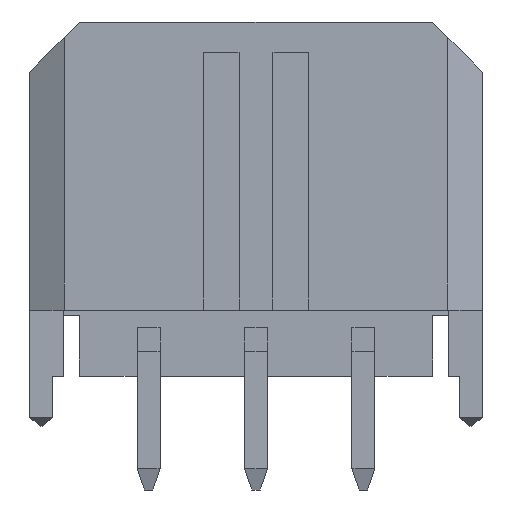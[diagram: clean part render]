
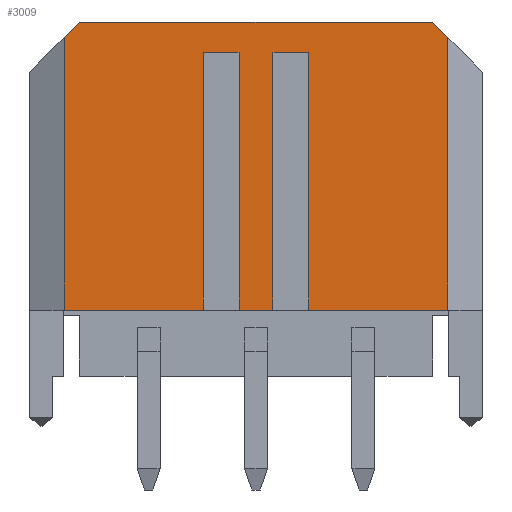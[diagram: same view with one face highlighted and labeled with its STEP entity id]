
A CAD part, front view. The second image highlights one B-rep face of the part: STEP entity #3009.
In plain terms, the highlighted planar face has unit normal (0, -1, 0).
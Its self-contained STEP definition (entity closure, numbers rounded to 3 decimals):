
#2982=VERTEX_POINT('',#2983);
#2983=CARTESIAN_POINT('',(5.365,-1.93,-3.1));
#2992=VERTEX_POINT('',#2993);
#2993=CARTESIAN_POINT('',(5.365,-1.93,4.51));
#2999=EDGE_CURVE('',#2992,#2982,#3000,.T.);
#3000=LINE('',#3001,#3002);
#3001=CARTESIAN_POINT('',(5.365,-1.93,4.51));
#3002=VECTOR('',#3003,1.0);
#3003=DIRECTION('',(0.0,0.0,-1.0));
#3009=ADVANCED_FACE('',(#3010),#3115,.T.);
#3010=FACE_BOUND('',#3011,.T.);
#3011=EDGE_LOOP('',(#3012,#3022,#3030,#3036,#3037,#3045,#3053,#3061,#3069,#3077,#3085,#3093,#3101,#3109));
#3012=ORIENTED_EDGE('',*,*,#3013,.T.);
#3013=EDGE_CURVE('',#3014,#3016,#3018,.F.);
#3014=VERTEX_POINT('',#3015);
#3015=CARTESIAN_POINT('',(0.475,-1.93,4.1));
#3016=VERTEX_POINT('',#3017);
#3017=CARTESIAN_POINT('',(1.475,-1.93,4.1));
#3018=LINE('',#3019,#3020);
#3019=CARTESIAN_POINT('',(1.475,-1.93,4.1));
#3020=VECTOR('',#3021,1.0);
#3021=DIRECTION('',(-1.0,0.0,0.0));
#3022=ORIENTED_EDGE('',*,*,#3023,.T.);
#3023=EDGE_CURVE('',#3016,#3024,#3026,.F.);
#3024=VERTEX_POINT('',#3025);
#3025=CARTESIAN_POINT('',(1.475,-1.93,-3.1));
#3026=LINE('',#3027,#3028);
#3027=CARTESIAN_POINT('',(1.475,-1.93,-3.1));
#3028=VECTOR('',#3029,1.0);
#3029=DIRECTION('',(0.0,0.0,1.0));
#3030=ORIENTED_EDGE('',*,*,#3031,.T.);
#3031=EDGE_CURVE('',#3024,#2982,#3032,.F.);
#3032=LINE('',#3033,#3034);
#3033=CARTESIAN_POINT('',(5.365,-1.93,-3.1));
#3034=VECTOR('',#3035,1.0);
#3035=DIRECTION('',(-1.0,0.0,0.0));
#3036=ORIENTED_EDGE('',*,*,#2999,.F.);
#3037=ORIENTED_EDGE('',*,*,#3038,.T.);
#3038=EDGE_CURVE('',#2992,#3039,#3041,.T.);
#3039=VERTEX_POINT('',#3040);
#3040=CARTESIAN_POINT('',(4.925,-1.93,4.95));
#3041=LINE('',#3042,#3043);
#3042=CARTESIAN_POINT('',(5.365,-1.93,4.51));
#3043=VECTOR('',#3044,1.0);
#3044=DIRECTION('',(-0.707,0.0,0.707));
#3045=ORIENTED_EDGE('',*,*,#3046,.T.);
#3046=EDGE_CURVE('',#3039,#3047,#3049,.F.);
#3047=VERTEX_POINT('',#3048);
#3048=CARTESIAN_POINT('',(-4.925,-1.93,4.95));
#3049=LINE('',#3050,#3051);
#3050=CARTESIAN_POINT('',(-4.925,-1.93,4.95));
#3051=VECTOR('',#3052,1.0);
#3052=DIRECTION('',(1.0,0.0,0.0));
#3053=ORIENTED_EDGE('',*,*,#3054,.T.);
#3054=EDGE_CURVE('',#3047,#3055,#3057,.T.);
#3055=VERTEX_POINT('',#3056);
#3056=CARTESIAN_POINT('',(-5.365,-1.93,4.51));
#3057=LINE('',#3058,#3059);
#3058=CARTESIAN_POINT('',(-4.925,-1.93,4.95));
#3059=VECTOR('',#3060,1.0);
#3060=DIRECTION('',(-0.707,0.0,-0.707));
#3061=ORIENTED_EDGE('',*,*,#3062,.T.);
#3062=EDGE_CURVE('',#3055,#3063,#3065,.F.);
#3063=VERTEX_POINT('',#3064);
#3064=CARTESIAN_POINT('',(-5.365,-1.93,-3.1));
#3065=LINE('',#3066,#3067);
#3066=CARTESIAN_POINT('',(-5.365,-1.93,-3.1));
#3067=VECTOR('',#3068,1.0);
#3068=DIRECTION('',(0.0,0.0,1.0));
#3069=ORIENTED_EDGE('',*,*,#3070,.T.);
#3070=EDGE_CURVE('',#3063,#3071,#3073,.F.);
#3071=VERTEX_POINT('',#3072);
#3072=CARTESIAN_POINT('',(-1.475,-1.93,-3.1));
#3073=LINE('',#3074,#3075);
#3074=CARTESIAN_POINT('',(-1.475,-1.93,-3.1));
#3075=VECTOR('',#3076,1.0);
#3076=DIRECTION('',(-1.0,0.0,0.0));
#3077=ORIENTED_EDGE('',*,*,#3078,.T.);
#3078=EDGE_CURVE('',#3071,#3079,#3081,.T.);
#3079=VERTEX_POINT('',#3080);
#3080=CARTESIAN_POINT('',(-1.475,-1.93,4.1));
#3081=LINE('',#3082,#3083);
#3082=CARTESIAN_POINT('',(-1.475,-1.93,-3.1));
#3083=VECTOR('',#3084,1.0);
#3084=DIRECTION('',(0.0,0.0,1.0));
#3085=ORIENTED_EDGE('',*,*,#3086,.T.);
#3086=EDGE_CURVE('',#3079,#3087,#3089,.F.);
#3087=VERTEX_POINT('',#3088);
#3088=CARTESIAN_POINT('',(-0.475,-1.93,4.1));
#3089=LINE('',#3090,#3091);
#3090=CARTESIAN_POINT('',(-0.475,-1.93,4.1));
#3091=VECTOR('',#3092,1.0);
#3092=DIRECTION('',(-1.0,0.0,0.0));
#3093=ORIENTED_EDGE('',*,*,#3094,.T.);
#3094=EDGE_CURVE('',#3087,#3095,#3097,.F.);
#3095=VERTEX_POINT('',#3096);
#3096=CARTESIAN_POINT('',(-0.475,-1.93,-3.1));
#3097=LINE('',#3098,#3099);
#3098=CARTESIAN_POINT('',(-0.475,-1.93,-3.1));
#3099=VECTOR('',#3100,1.0);
#3100=DIRECTION('',(0.0,0.0,1.0));
#3101=ORIENTED_EDGE('',*,*,#3102,.T.);
#3102=EDGE_CURVE('',#3095,#3103,#3105,.F.);
#3103=VERTEX_POINT('',#3104);
#3104=CARTESIAN_POINT('',(0.475,-1.93,-3.1));
#3105=LINE('',#3106,#3107);
#3106=CARTESIAN_POINT('',(0.475,-1.93,-3.1));
#3107=VECTOR('',#3108,1.0);
#3108=DIRECTION('',(-1.0,0.0,0.0));
#3109=ORIENTED_EDGE('',*,*,#3110,.T.);
#3110=EDGE_CURVE('',#3103,#3014,#3111,.T.);
#3111=LINE('',#3112,#3113);
#3112=CARTESIAN_POINT('',(0.475,-1.93,-3.1));
#3113=VECTOR('',#3114,1.0);
#3114=DIRECTION('',(0.0,0.0,1.0));
#3115=PLANE('',#3116);
#3116=AXIS2_PLACEMENT_3D('',#3117,#3118,#3119);
#3117=CARTESIAN_POINT('',(-6.325,-1.93,4.95));
#3118=DIRECTION('',(0.0,-1.0,0.0));
#3119=DIRECTION('',(0.0,0.0,-1.0));
